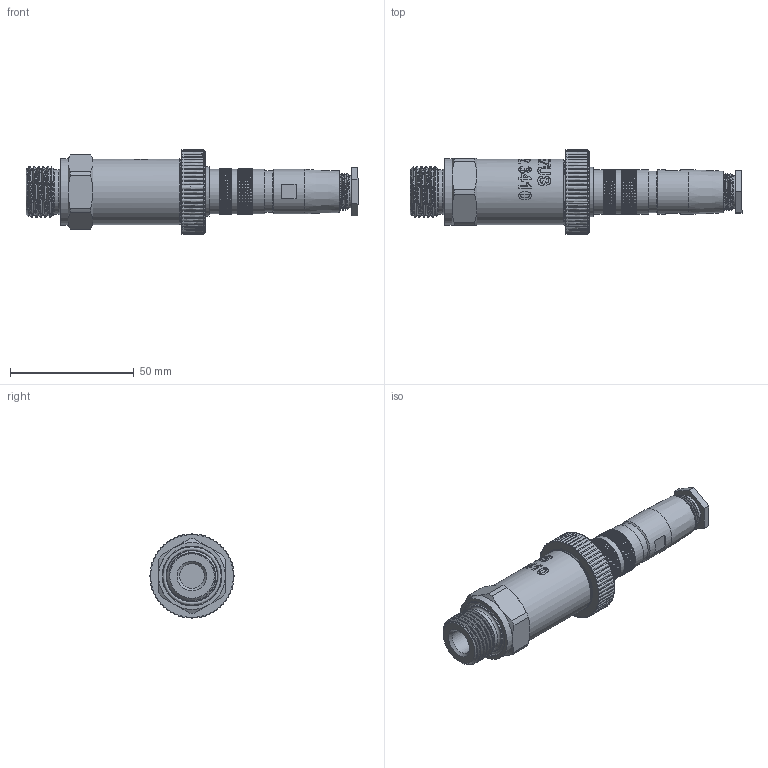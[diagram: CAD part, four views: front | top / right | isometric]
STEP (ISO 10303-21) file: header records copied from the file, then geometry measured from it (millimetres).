
FILE_DESCRIPTION(/* description */ (''),/* implementation_level */ '2;1');
FILE_NAME(/* name */ 'APZ3410_13_Binder723.step',/* time_stamp */ '2021-06-25T13:25:06+03:00',/* author */ (''),/* organization */ (''),/* preprocessor_version */ 'ST-DEVELOPER v18.1',/* originating_system */ 'Autodesk Translation Framework v10.9.0.1377',/* authorisation */ '');
FILE_SCHEMA (('AUTOMOTIVE_DESIGN { 1 0 10303 214 3 1 1 }'));
Products named in the file (8): апз3410_filled; OMAL nut M27x1.5 v8; Binder 723 assembly v4; Binder 723 female v10; Binder 723 male v8; Ш100.000.005 v4; Shell; G 1/2 DIN OPEN PORT PVC PVDF
Assembly tree (7 placements, depth 3):
  апз3410_filled
    OMAL nut M27x1.5 v8
    Binder 723 assembly v4
      Binder 723 female v10
      Binder 723 male v8
    Ш100.000.005 v4
    Shell
    G 1/2 DIN OPEN PORT PVC PVDF
Bounding box: 134.03 x 34 x 34 mm (x, y, z)
Volume: 52811.4 mm3; surface area: 29314.1 mm2
Topology: 9 solids, 9 shells, 3566 faces, 9026 edges, 5901 vertices
Faces by surface type: plane 2160, cylinder 654, bspline 432, cone 308, torus 12
Full cylindrical faces by diameter (mm): 1 x15, 1.5 x5, 10 x2, 11.8 x1, 12 x1, 13 x1, 13.5 x1, 13.741 x3, 14.884 x2, 15.044 x5, 15.2 x1, 15.908 x4, 16.8 x1, 17.044 x7, 17.283 x6, 17.6 x1, 17.908 x7, 18 x5, 18.124 x7, 18.161 x2, 18.631 x5, 20 x1, 20.5 x1, 21.4 x2, 22.3 x1, 22.4 x2, 23.7 x1, 24.035 x6, 24.5 x1, 24.884 x4
Entity records: 140015 total; most frequent: CARTESIAN_POINT 54846, DIRECTION 18116, ORIENTED_EDGE 18052, EDGE_CURVE 9026, AXIS2_PLACEMENT_3D 7827, VERTEX_POINT 5901, EDGE_LOOP 3999, ELLIPSE 3870
